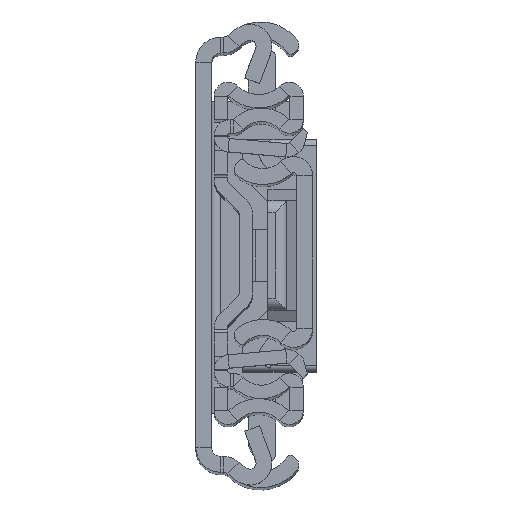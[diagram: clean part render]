
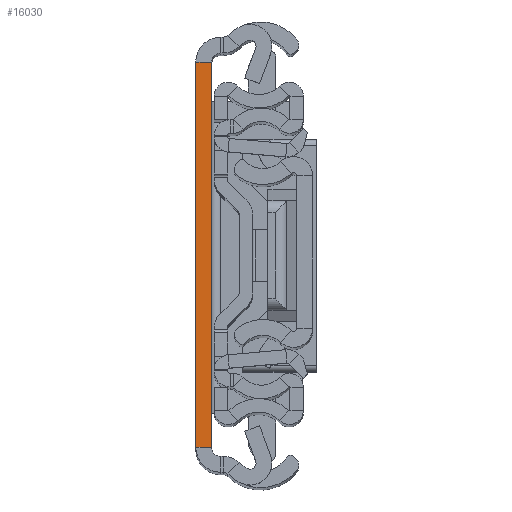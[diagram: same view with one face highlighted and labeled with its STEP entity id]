
A CAD part, top view. The second image highlights one B-rep face of the part: STEP entity #16030.
In plain terms, the highlighted planar face has unit normal (0, 0, 1).
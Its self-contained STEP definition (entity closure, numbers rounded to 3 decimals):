
#916 = VERTEX_POINT ( 'NONE', #4067 ) ;
#1359 = AXIS2_PLACEMENT_3D ( 'NONE', #5417, #9184, #2718 ) ;
#1622 = VECTOR ( 'NONE', #14848, 1000. ) ;
#2718 = DIRECTION ( 'NONE',  ( 0., 1., 0. ) ) ;
#3066 = EDGE_CURVE ( 'NONE', #916, #12404, #15614, .T. ) ;
#3452 = CARTESIAN_POINT ( 'NONE',  ( 0., -31.5, 0. ) ) ;
#3489 = LINE ( 'NONE', #8606, #10704 ) ;
#4067 = CARTESIAN_POINT ( 'NONE',  ( 0., 31.5, 0. ) ) ;
#4074 = VECTOR ( 'NONE', #7224, 1000. ) ;
#4463 = LINE ( 'NONE', #4546, #1622 ) ;
#4546 = CARTESIAN_POINT ( 'NONE',  ( 2.6, -31.5, 0. ) ) ;
#4756 = EDGE_LOOP ( 'NONE', ( #10523, #9279, #11822, #15762 ) ) ;
#5158 = VERTEX_POINT ( 'NONE', #14102 ) ;
#5417 = CARTESIAN_POINT ( 'NONE',  ( 2.6, -31.5, 0. ) ) ;
#5476 = EDGE_CURVE ( 'NONE', #5158, #12404, #4463, .T. ) ;
#7224 = DIRECTION ( 'NONE',  ( 0., 1., 0. ) ) ;
#7788 = EDGE_CURVE ( 'NONE', #12773, #916, #13602, .T. ) ;
#8606 = CARTESIAN_POINT ( 'NONE',  ( 2.6, -31.5, 0. ) ) ;
#9105 = PLANE ( 'NONE',  #1359 ) ;
#9184 = DIRECTION ( 'NONE',  ( 0., 0., -1. ) ) ;
#9279 = ORIENTED_EDGE ( 'NONE', *, *, #7788, .F. ) ;
#10395 = CARTESIAN_POINT ( 'NONE',  ( 2.6, 31.5, 0. ) ) ;
#10523 = ORIENTED_EDGE ( 'NONE', *, *, #3066, .F. ) ;
#10560 = DIRECTION ( 'NONE',  ( 1., 0., 0. ) ) ;
#10602 = FACE_OUTER_BOUND ( 'NONE', #4756, .T. ) ;
#10668 = VECTOR ( 'NONE', #10560, 1000. ) ;
#10704 = VECTOR ( 'NONE', #11208, 1000. ) ;
#11103 = CARTESIAN_POINT ( 'NONE',  ( 2.6, 31.5, 0. ) ) ;
#11208 = DIRECTION ( 'NONE',  ( 1., 0., 0. ) ) ;
#11822 = ORIENTED_EDGE ( 'NONE', *, *, #14991, .T. ) ;
#12404 = VERTEX_POINT ( 'NONE', #11103 ) ;
#12773 = VERTEX_POINT ( 'NONE', #13435 ) ;
#13435 = CARTESIAN_POINT ( 'NONE',  ( 0., -31.5, 0. ) ) ;
#13602 = LINE ( 'NONE', #3452, #4074 ) ;
#14102 = CARTESIAN_POINT ( 'NONE',  ( 2.6, -31.5, 0. ) ) ;
#14848 = DIRECTION ( 'NONE',  ( 0., 1., 0. ) ) ;
#14991 = EDGE_CURVE ( 'NONE', #12773, #5158, #3489, .T. ) ;
#15614 = LINE ( 'NONE', #10395, #10668 ) ;
#15762 = ORIENTED_EDGE ( 'NONE', *, *, #5476, .T. ) ;
#16030 = ADVANCED_FACE ( 'NONE', ( #10602 ), #9105, .F. ) ;
